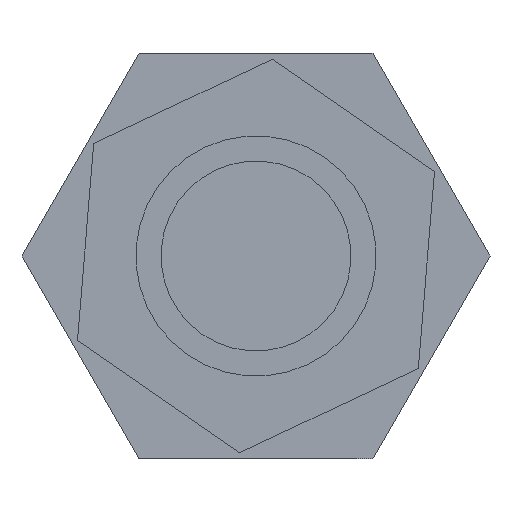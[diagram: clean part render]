
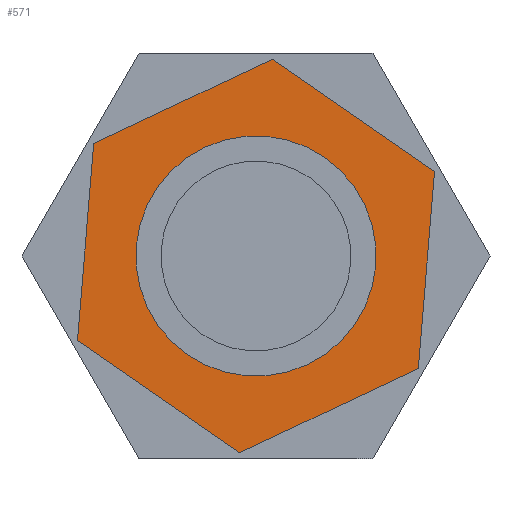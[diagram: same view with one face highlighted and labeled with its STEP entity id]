
A CAD part, front view. The second image highlights one B-rep face of the part: STEP entity #571.
In plain terms, the highlighted face is planar.
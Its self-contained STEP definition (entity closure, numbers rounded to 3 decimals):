
#36=LINE('',#1156,#72);
#37=LINE('',#1159,#73);
#38=LINE('',#1161,#74);
#39=LINE('',#1163,#75);
#40=LINE('',#1165,#76);
#41=LINE('',#1167,#77);
#72=VECTOR('',#994,1000.);
#73=VECTOR('',#995,1000.);
#74=VECTOR('',#996,1000.);
#75=VECTOR('',#997,1000.);
#76=VECTOR('',#998,1000.);
#77=VECTOR('',#999,1000.);
#190=ORIENTED_EDGE('',*,*,#281,.F.);
#191=ORIENTED_EDGE('',*,*,#282,.F.);
#192=ORIENTED_EDGE('',*,*,#283,.F.);
#193=ORIENTED_EDGE('',*,*,#284,.F.);
#194=ORIENTED_EDGE('',*,*,#285,.F.);
#195=ORIENTED_EDGE('',*,*,#286,.F.);
#196=ORIENTED_EDGE('',*,*,#287,.T.);
#281=EDGE_CURVE('',#337,#338,#36,.T.);
#282=EDGE_CURVE('',#339,#337,#37,.T.);
#283=EDGE_CURVE('',#340,#339,#38,.T.);
#284=EDGE_CURVE('',#341,#340,#39,.T.);
#285=EDGE_CURVE('',#342,#341,#40,.T.);
#286=EDGE_CURVE('',#338,#342,#41,.T.);
#287=EDGE_CURVE('',#343,#343,#375,.T.);
#337=VERTEX_POINT('',#1157);
#338=VERTEX_POINT('',#1158);
#339=VERTEX_POINT('',#1160);
#340=VERTEX_POINT('',#1162);
#341=VERTEX_POINT('',#1164);
#342=VERTEX_POINT('',#1166);
#343=VERTEX_POINT('',#1169);
#375=CIRCLE('',#860,9.487);
#424=EDGE_LOOP('',(#190,#191,#192,#193,#194,#195));
#425=EDGE_LOOP('',(#196));
#492=FACE_BOUND('',#424,.T.);
#493=FACE_BOUND('',#425,.T.);
#536=PLANE('',#859);
#571=ADVANCED_FACE('',(#492,#493),#536,.F.);
#859=AXIS2_PLACEMENT_3D('',#1155,#992,#993);
#860=AXIS2_PLACEMENT_3D('',#1168,#1000,#1001);
#992=DIRECTION('',(0.,-1.,0.));
#993=DIRECTION('',(0.,0.,-1.));
#994=DIRECTION('',(1.,0.,0.));
#995=DIRECTION('',(0.5,0.,-0.866));
#996=DIRECTION('',(-0.5,0.,-0.866));
#997=DIRECTION('',(-1.,0.,0.));
#998=DIRECTION('',(-0.5,0.,0.866));
#999=DIRECTION('',(0.5,0.,0.866));
#1000=DIRECTION('',(0.,-1.,0.));
#1001=DIRECTION('',(0.,0.,-1.));
#1155=CARTESIAN_POINT('',(0.,17.,0.));
#1156=CARTESIAN_POINT('',(-7.794,17.,-13.5));
#1157=CARTESIAN_POINT('',(-7.794,17.,-13.5));
#1158=CARTESIAN_POINT('',(7.794,17.,-13.5));
#1159=CARTESIAN_POINT('',(-15.588,17.,0.));
#1160=CARTESIAN_POINT('',(-15.588,17.,0.));
#1161=CARTESIAN_POINT('',(-7.794,17.,13.5));
#1162=CARTESIAN_POINT('',(-7.794,17.,13.5));
#1163=CARTESIAN_POINT('',(7.794,17.,13.5));
#1164=CARTESIAN_POINT('',(7.794,17.,13.5));
#1165=CARTESIAN_POINT('',(15.588,17.,0.));
#1166=CARTESIAN_POINT('',(15.588,17.,0.));
#1167=CARTESIAN_POINT('',(7.794,17.,-13.5));
#1168=CARTESIAN_POINT('',(0.,17.,0.));
#1169=CARTESIAN_POINT('',(0.,17.,-9.487));
